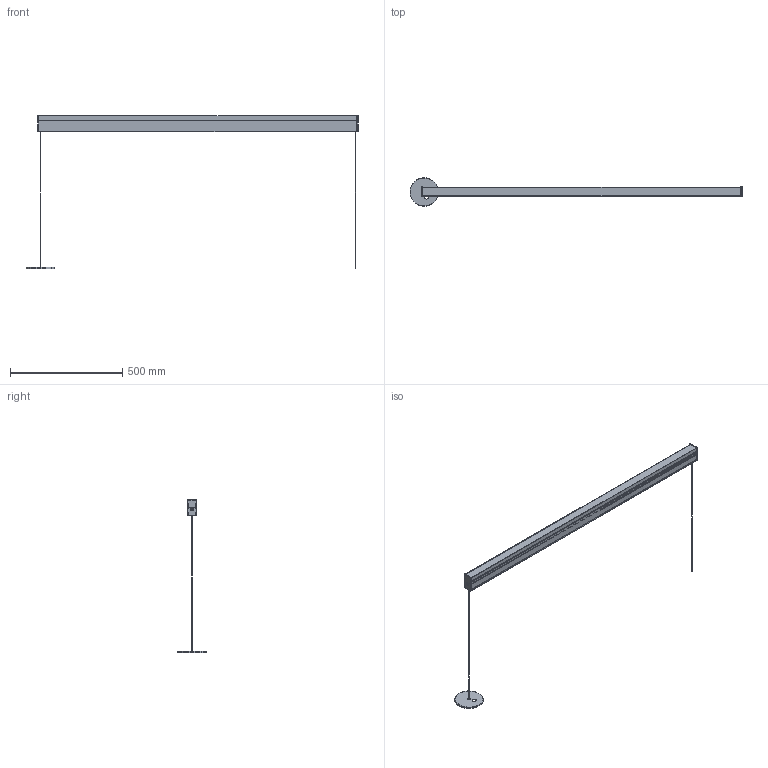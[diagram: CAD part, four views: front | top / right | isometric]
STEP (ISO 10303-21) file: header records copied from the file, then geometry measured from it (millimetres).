
FILE_DESCRIPTION(/* description */ (''),/* implementation_level */ '2;1');
FILE_NAME(/* name */ 'USC-RDLBC5SDXXX_C-LEDBAR SUSP 5FT DIRECT LED.stp',/* time_stamp */ '2022-01-07T12:33:13-05:00',/* author */ (''),/* organization */ (''),/* preprocessor_version */ 'ST-DEVELOPER v16.7',/* originating_system */ 'SIEMENS PLM Software NX 1911',/* authorisation */ '');
FILE_SCHEMA (('AUTOMOTIVE_DESIGN { 1 0 10303 214 3 1 1 1 }'));
Length unit declared in the file: millimetre
Products named in the file (8): CY103-11589-S25_B-LEDBAR EXT 2GEN 5FT CUT ANO_MODEL; MY103-00042-S26_B-LEDBAR _KAO_ SUSP COVER 56 DIR MACH; Y101-11003_B-LEDBAR END CAP SQUARE UNFINISHED; CY202-10998-S25_C-LEDBAR DIFFUSER SQUARE 2GEN 5FT CUT; USC-X312-00044_A-SCREW MACH FT-CTS AL 5_64IN SS 6-32 X 3_4IN; Y102-11972_--CANOPY ROUND 5IN 0.40 CENTER HOLE .625 FEED HOLE WHITE; MY103-11589-S25_C-LEDBAR EXT 2GEN 5FT MACH_MODEL; USC-RDLBC5XDXXX_C-LEDBAR SUSP 5FT DIRECT LED
Assembly tree (9 placements, depth 3):
  USC-RDLBC5XDXXX_C-LEDBAR SUSP 5FT DIRECT LED
    Y102-11972_--CANOPY ROUND 5IN 0.40 CENTER HOLE .625 FEED HOLE WHITE
    MY103-11589-S25_C-LEDBAR EXT 2GEN 5FT MACH_MODEL
      CY103-11589-S25_B-LEDBAR EXT 2GEN 5FT CUT ANO_MODEL
    USC-X312-00044_A-SCREW MACH FT-CTS AL 5_64IN SS 6-32 X 3_4IN  x2
    CY202-10998-S25_C-LEDBAR DIFFUSER SQUARE 2GEN 5FT CUT
    Y101-11003_B-LEDBAR END CAP SQUARE UNFINISHED  x2
    MY103-00042-S26_B-LEDBAR _KAO_ SUSP COVER 56 DIR MACH
Bounding box: 1477.43 x 126.88 x 681.29 mm (x, y, z)
Volume: 680721.6 mm3; surface area: 837537.3 mm2
Topology: 10 solids, 10 shells, 657 faces, 1700 edges, 1061 vertices
Faces by surface type: cylinder 311, plane 179, cone 71, bspline 48, torus 42, sphere 4, extrusion 2
Full cylindrical faces by diameter (mm): 1.778 x2, 3.454 x1, 3.658 x4, 4.318 x25, 8.89 x1
Entity records: 19173 total; most frequent: CARTESIAN_POINT 8185, DIRECTION 2255, ORIENTED_EDGE 2212, EDGE_CURVE 1106, AXIS2_PLACEMENT_3D 861, VERTEX_POINT 726, EDGE_LOOP 574, VECTOR 533
